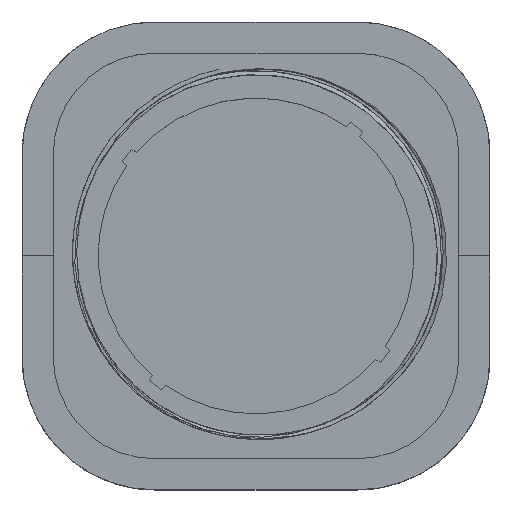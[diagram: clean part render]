
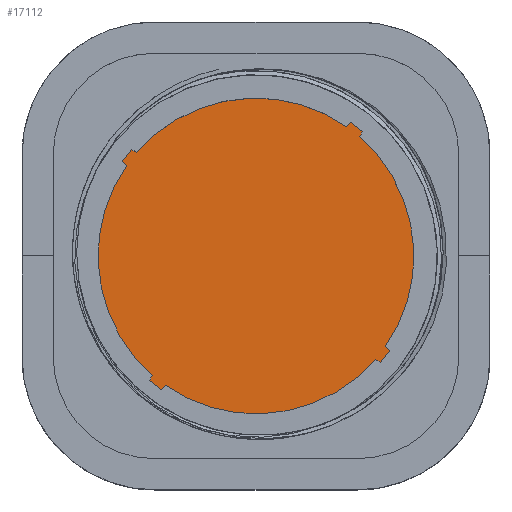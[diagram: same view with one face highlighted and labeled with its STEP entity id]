
A CAD part, top view. The second image highlights one B-rep face of the part: STEP entity #17112.
In plain terms, the highlighted planar face has unit normal (0, 0, 1).
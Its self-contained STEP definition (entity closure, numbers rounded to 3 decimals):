
#191 = PLANE ( 'NONE',  #5904 ) ;
#2050 = EDGE_CURVE ( 'NONE', #13924, #9260, #25948, .T. ) ;
#2440 = CARTESIAN_POINT ( 'NONE',  ( 0., 0., 0. ) ) ;
#4076 = CARTESIAN_POINT ( 'NONE',  ( 0., 0., 0. ) ) ;
#5089 = AXIS2_PLACEMENT_3D ( 'NONE', #25837, #23736, #12681 ) ;
#5904 = AXIS2_PLACEMENT_3D ( 'NONE', #2440, #19713, #8948 ) ;
#8948 = DIRECTION ( 'NONE',  ( 1., 0., 0. ) ) ;
#9260 = VERTEX_POINT ( 'NONE', #11666 ) ;
#11024 = DIRECTION ( 'NONE',  ( 0., 0., 1. ) ) ;
#11666 = CARTESIAN_POINT ( 'NONE',  ( 23., 0., 0. ) ) ;
#12681 = DIRECTION ( 'NONE',  ( 1., 0., 0. ) ) ;
#12870 = DIRECTION ( 'NONE',  ( 1., 0., 0. ) ) ;
#13794 = CARTESIAN_POINT ( 'NONE',  ( -23., 0., 0. ) ) ;
#13924 = VERTEX_POINT ( 'NONE', #13794 ) ;
#14274 = ORIENTED_EDGE ( 'NONE', *, *, #2050, .T. ) ;
#17112 = ADVANCED_FACE ( 'NONE', ( #19573 ), #191, .T. ) ;
#19573 = FACE_OUTER_BOUND ( 'NONE', #21369, .T. ) ;
#19713 = DIRECTION ( 'NONE',  ( 0., 0., 1. ) ) ;
#20208 = EDGE_CURVE ( 'NONE', #9260, #13924, #25880, .T. ) ;
#21369 = EDGE_LOOP ( 'NONE', ( #26308, #14274 ) ) ;
#23736 = DIRECTION ( 'NONE',  ( 0., 0., 1. ) ) ;
#24144 = AXIS2_PLACEMENT_3D ( 'NONE', #4076, #11024, #12870 ) ;
#25837 = CARTESIAN_POINT ( 'NONE',  ( 0., 0., 0. ) ) ;
#25880 = CIRCLE ( 'NONE', #5089, 23. ) ;
#25948 = CIRCLE ( 'NONE', #24144, 23. ) ;
#26308 = ORIENTED_EDGE ( 'NONE', *, *, #20208, .T. ) ;
